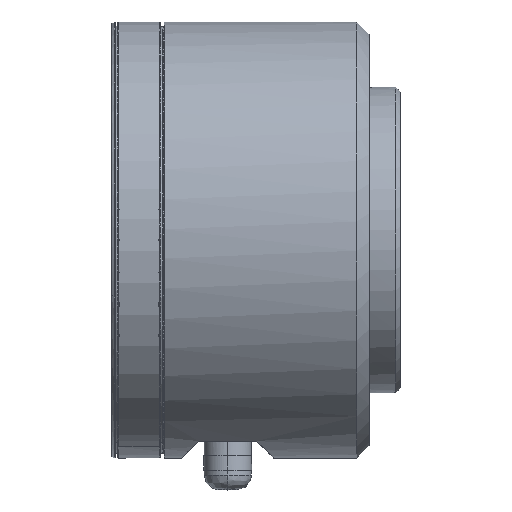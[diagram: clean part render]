
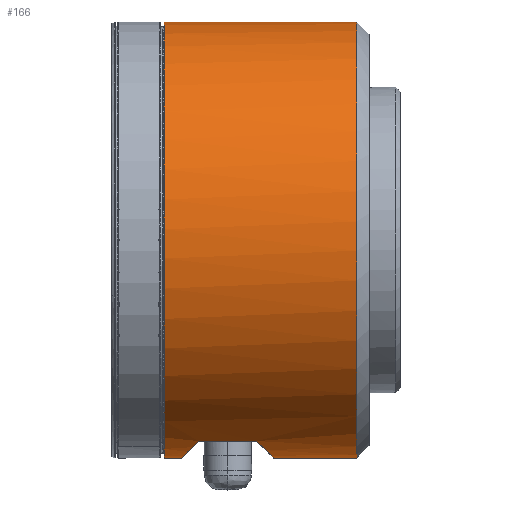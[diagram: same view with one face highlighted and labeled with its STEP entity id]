
A CAD part, left-side view. The second image highlights one B-rep face of the part: STEP entity #166.
In plain terms, the highlighted cylindrical face has radius 45 mm (diameter 90 mm), a partial arc.
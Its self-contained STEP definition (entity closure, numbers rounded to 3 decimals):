
#166=ADVANCED_FACE('',(#296),#1809,.T.);
#296=FACE_OUTER_BOUND('',#428,.T.);
#428=EDGE_LOOP('',(#760,#761,#762,#763,#764,#765,#766,#767));
#760=ORIENTED_EDGE('',*,*,#1206,.T.);
#761=ORIENTED_EDGE('',*,*,#1207,.T.);
#762=ORIENTED_EDGE('',*,*,#1208,.T.);
#763=ORIENTED_EDGE('',*,*,#1209,.T.);
#764=ORIENTED_EDGE('',*,*,#1281,.T.);
#765=ORIENTED_EDGE('',*,*,#1210,.T.);
#766=ORIENTED_EDGE('',*,*,#1284,.T.);
#767=ORIENTED_EDGE('',*,*,#1211,.T.);
#1206=EDGE_CURVE('',#1711,#1712,#1512,.T.);
#1207=EDGE_CURVE('',#1712,#1713,#1385,.T.);
#1208=EDGE_CURVE('',#1713,#1714,#1513,.T.);
#1209=EDGE_CURVE('',#1714,#1715,#1386,.T.);
#1210=EDGE_CURVE('',#1716,#1717,#1387,.T.);
#1211=EDGE_CURVE('',#1718,#1711,#1388,.T.);
#1281=EDGE_CURVE('',#1715,#1716,#1557,.T.);
#1284=EDGE_CURVE('',#1717,#1718,#1559,.T.);
#1385=B_SPLINE_CURVE_WITH_KNOTS('',1,(#5018,#5019),.UNSPECIFIED.,.F.,.F.,
(2,2),(0.,39.75),.UNSPECIFIED.);
#1386=B_SPLINE_CURVE_WITH_KNOTS('',1,(#5025,#5026),.UNSPECIFIED.,.F.,.F.,
(2,2),(0.,3.6),.UNSPECIFIED.);
#1387=B_SPLINE_CURVE_WITH_KNOTS('',1,(#5027,#5028),.UNSPECIFIED.,.F.,.F.,
(2,2),(0.,12.),.UNSPECIFIED.);
#1388=B_SPLINE_CURVE_WITH_KNOTS('',1,(#5029,#5030),.UNSPECIFIED.,.F.,.F.,
(2,2),(0.,17.15),.UNSPECIFIED.);
#1512=(
BOUNDED_CURVE()
B_SPLINE_CURVE(2,(#5013,#5014,#5015,#5016,#5017),.UNSPECIFIED.,.F.,.F.)
B_SPLINE_CURVE_WITH_KNOTS((3,2,3),(0.,70.686,141.372),
 .UNSPECIFIED.)
CURVE()
GEOMETRIC_REPRESENTATION_ITEM()
RATIONAL_B_SPLINE_CURVE((1.,0.707,1.,0.707,1.))
REPRESENTATION_ITEM('')
);
#1513=(
BOUNDED_CURVE()
B_SPLINE_CURVE(2,(#5020,#5021,#5022,#5023,#5024),.UNSPECIFIED.,.F.,.F.)
B_SPLINE_CURVE_WITH_KNOTS((3,2,3),(0.,70.686,141.372),
 .UNSPECIFIED.)
CURVE()
GEOMETRIC_REPRESENTATION_ITEM()
RATIONAL_B_SPLINE_CURVE((1.,0.707,1.,0.707,1.))
REPRESENTATION_ITEM('')
);
#1557=(
BOUNDED_CURVE()
B_SPLINE_CURVE(3,(#5293,#5294,#5295,#5296),.UNSPECIFIED.,.F.,.F.)
B_SPLINE_CURVE_WITH_KNOTS((4,4),(-18.532,0.),.UNSPECIFIED.)
CURVE()
GEOMETRIC_REPRESENTATION_ITEM()
RATIONAL_B_SPLINE_CURVE((1.,0.987,0.987,1.))
REPRESENTATION_ITEM('')
);
#1559=(
BOUNDED_CURVE()
B_SPLINE_CURVE(3,(#5303,#5304,#5305,#5306),.UNSPECIFIED.,.F.,.F.)
B_SPLINE_CURVE_WITH_KNOTS((4,4),(-18.532,0.),.UNSPECIFIED.)
CURVE()
GEOMETRIC_REPRESENTATION_ITEM()
RATIONAL_B_SPLINE_CURVE((1.,0.987,0.987,1.))
REPRESENTATION_ITEM('')
);
#1711=VERTEX_POINT('',#4710);
#1712=VERTEX_POINT('',#4711);
#1713=VERTEX_POINT('',#4712);
#1714=VERTEX_POINT('',#4713);
#1715=VERTEX_POINT('',#4714);
#1716=VERTEX_POINT('',#4715);
#1717=VERTEX_POINT('',#4716);
#1718=VERTEX_POINT('',#4717);
#1809=CYLINDRICAL_SURFACE('',#2044,45.);
#2044=AXIS2_PLACEMENT_3D('',#4075,#2126,$);
#2126=DIRECTION('',(0.,1.,0.));
#4075=CARTESIAN_POINT('',(0.,-261.825,1484.485));
#4710=CARTESIAN_POINT('',(0.,-281.7,1529.485));
#4711=CARTESIAN_POINT('',(0.,-281.7,1439.485));
#4712=CARTESIAN_POINT('',(0.,-241.95,1439.485));
#4713=CARTESIAN_POINT('',(0.,-241.95,1529.485));
#4714=CARTESIAN_POINT('',(0.,-245.55,1529.485));
#4715=CARTESIAN_POINT('',(17.4,-249.05,1525.985));
#4716=CARTESIAN_POINT('',(17.4,-261.05,1525.985));
#4717=CARTESIAN_POINT('',(0.,-264.55,1529.485));
#5013=CARTESIAN_POINT('',(0.,-281.7,1529.485));
#5014=CARTESIAN_POINT('',(45.,-281.7,1529.485));
#5015=CARTESIAN_POINT('',(45.,-281.7,1484.485));
#5016=CARTESIAN_POINT('',(45.,-281.7,1439.485));
#5017=CARTESIAN_POINT('',(0.,-281.7,1439.485));
#5018=CARTESIAN_POINT('',(0.,-281.7,1439.485));
#5019=CARTESIAN_POINT('',(0.,-241.95,1439.485));
#5020=CARTESIAN_POINT('',(0.,-241.95,1439.485));
#5021=CARTESIAN_POINT('',(45.,-241.95,1439.485));
#5022=CARTESIAN_POINT('',(45.,-241.95,1484.485));
#5023=CARTESIAN_POINT('',(45.,-241.95,1529.485));
#5024=CARTESIAN_POINT('',(0.,-241.95,1529.485));
#5025=CARTESIAN_POINT('',(0.,-241.95,1529.485));
#5026=CARTESIAN_POINT('',(0.,-245.55,1529.485));
#5027=CARTESIAN_POINT('',(17.4,-249.05,1525.985));
#5028=CARTESIAN_POINT('',(17.4,-261.05,1525.985));
#5029=CARTESIAN_POINT('',(0.,-264.55,1529.485));
#5030=CARTESIAN_POINT('',(0.,-281.7,1529.485));
#5293=CARTESIAN_POINT('',(0.,-245.55,1529.485));
#5294=CARTESIAN_POINT('',(5.995,-245.55,1529.485));
#5295=CARTESIAN_POINT('',(11.871,-246.732,1528.302));
#5296=CARTESIAN_POINT('',(17.4,-249.05,1525.985));
#5303=CARTESIAN_POINT('',(17.4,-261.05,1525.985));
#5304=CARTESIAN_POINT('',(11.871,-263.368,1528.302));
#5305=CARTESIAN_POINT('',(5.995,-264.55,1529.485));
#5306=CARTESIAN_POINT('',(0.,-264.55,1529.485));
